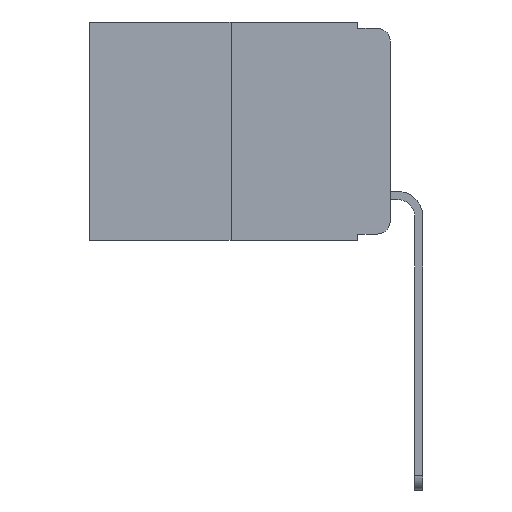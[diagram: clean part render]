
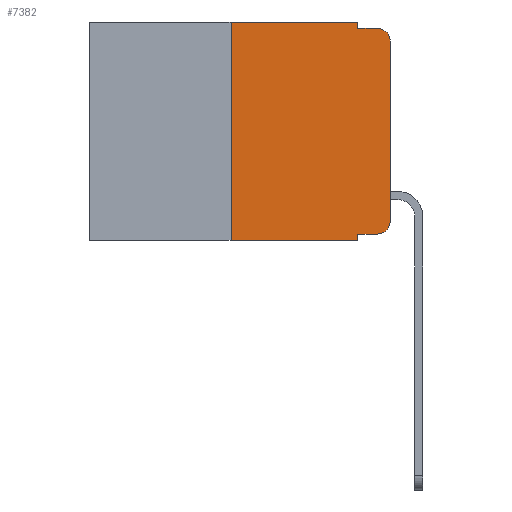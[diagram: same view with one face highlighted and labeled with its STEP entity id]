
A CAD part, left-side view. The second image highlights one B-rep face of the part: STEP entity #7382.
In plain terms, the highlighted planar face has unit normal (-1, 0, 0).
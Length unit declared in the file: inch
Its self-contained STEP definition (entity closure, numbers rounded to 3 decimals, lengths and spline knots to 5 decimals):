
#3 = CARTESIAN_POINT ( 'NONE',  ( 0., 0., -0.313 ) ) ;
#81 = VERTEX_POINT ( 'NONE', #3 ) ;
#115 = VECTOR ( 'NONE', #6314, 39.37008 ) ;
#158 = VERTEX_POINT ( 'NONE', #4931 ) ;
#183 = ORIENTED_EDGE ( 'NONE', *, *, #12406, .F. ) ;
#465 = CARTESIAN_POINT ( 'NONE',  ( 0., 0.25, 0. ) ) ;
#553 = LINE ( 'NONE', #631, #115 ) ;
#620 = EDGE_CURVE ( 'NONE', #81, #4763, #7320, .T. ) ;
#631 = CARTESIAN_POINT ( 'NONE',  ( 0., 0.051, 0. ) ) ;
#780 = DIRECTION ( 'NONE',  ( 0., 0., -1. ) ) ;
#1108 = LINE ( 'NONE', #8149, #2497 ) ;
#1273 = DIRECTION ( 'NONE',  ( 0., -1., 0. ) ) ;
#1485 = ORIENTED_EDGE ( 'NONE', *, *, #12672, .T. ) ;
#1809 = ORIENTED_EDGE ( 'NONE', *, *, #14081, .F. ) ;
#2141 = CARTESIAN_POINT ( 'NONE',  ( 0., 0., -0.03 ) ) ;
#2158 = CARTESIAN_POINT ( 'NONE',  ( 0., 0.051, -0.333 ) ) ;
#2209 = DIRECTION ( 'NONE',  ( -1., 0., 0. ) ) ;
#2242 = EDGE_CURVE ( 'NONE', #7067, #10512, #553, .T. ) ;
#2459 = EDGE_CURVE ( 'NONE', #158, #2750, #7509, .T. ) ;
#2497 = VECTOR ( 'NONE', #10527, 39.37008 ) ;
#2750 = VERTEX_POINT ( 'NONE', #9531 ) ;
#2910 = VECTOR ( 'NONE', #7016, 39.37008 ) ;
#2949 = CIRCLE ( 'NONE', #13736, 0.02 ) ;
#3145 = CIRCLE ( 'NONE', #13469, 0.02 ) ;
#3224 = DIRECTION ( 'NONE',  ( 1., 0., 0. ) ) ;
#3508 = LINE ( 'NONE', #2158, #12159 ) ;
#3515 = DIRECTION ( 'NONE',  ( 0., 0., -1. ) ) ;
#3553 = CARTESIAN_POINT ( 'NONE',  ( 0., 0.051, 0. ) ) ;
#3652 = CARTESIAN_POINT ( 'NONE',  ( 0., 0.473, 0. ) ) ;
#3929 = VERTEX_POINT ( 'NONE', #465 ) ;
#4192 = CARTESIAN_POINT ( 'NONE',  ( 0., 0.051, -0.01 ) ) ;
#4243 = ORIENTED_EDGE ( 'NONE', *, *, #620, .T. ) ;
#4258 = EDGE_CURVE ( 'NONE', #158, #4732, #3508, .T. ) ;
#4354 = CARTESIAN_POINT ( 'NONE',  ( 0., 0.25, 0. ) ) ;
#4367 = VERTEX_POINT ( 'NONE', #7342 ) ;
#4373 = VECTOR ( 'NONE', #12070, 39.37008 ) ;
#4386 = CARTESIAN_POINT ( 'NONE',  ( 0., 0.02, -0.333 ) ) ;
#4569 = ORIENTED_EDGE ( 'NONE', *, *, #12752, .T. ) ;
#4732 = VERTEX_POINT ( 'NONE', #4386 ) ;
#4763 = VERTEX_POINT ( 'NONE', #2141 ) ;
#4931 = CARTESIAN_POINT ( 'NONE',  ( 0., 0.051, -0.333 ) ) ;
#6259 = CARTESIAN_POINT ( 'NONE',  ( 0., 0., 0. ) ) ;
#6314 = DIRECTION ( 'NONE',  ( 0., 0., -1. ) ) ;
#6605 = AXIS2_PLACEMENT_3D ( 'NONE', #6740, #3224, #3515 ) ;
#6682 = LINE ( 'NONE', #4354, #7265 ) ;
#6740 = CARTESIAN_POINT ( 'NONE',  ( 0., 0.473, 0. ) ) ;
#7016 = DIRECTION ( 'NONE',  ( 0., -1., 0. ) ) ;
#7067 = VERTEX_POINT ( 'NONE', #3553 ) ;
#7258 = DIRECTION ( 'NONE',  ( 0., -1., 0. ) ) ;
#7265 = VECTOR ( 'NONE', #14437, 39.37008 ) ;
#7320 = LINE ( 'NONE', #6259, #13244 ) ;
#7342 = CARTESIAN_POINT ( 'NONE',  ( 0., 0.02, -0.01 ) ) ;
#7382 = ADVANCED_FACE ( 'NONE', ( #8018 ), #13818, .F. ) ;
#7509 = LINE ( 'NONE', #7729, #4373 ) ;
#7729 = CARTESIAN_POINT ( 'NONE',  ( 0., 0.051, 0. ) ) ;
#7857 = ORIENTED_EDGE ( 'NONE', *, *, #14072, .T. ) ;
#7909 = CARTESIAN_POINT ( 'NONE',  ( 0., 0.02, -0.313 ) ) ;
#8018 = FACE_OUTER_BOUND ( 'NONE', #9422, .T. ) ;
#8149 = CARTESIAN_POINT ( 'NONE',  ( 0., 0.051, -0.01 ) ) ;
#8188 = VECTOR ( 'NONE', #7258, 39.37008 ) ;
#9273 = LINE ( 'NONE', #10162, #2910 ) ;
#9422 = EDGE_LOOP ( 'NONE', ( #4243, #7857, #13448, #13273, #183, #1809, #1485, #11849, #12073, #4569 ) ) ;
#9531 = CARTESIAN_POINT ( 'NONE',  ( 0., 0.051, -0.343 ) ) ;
#10162 = CARTESIAN_POINT ( 'NONE',  ( 0., 0.473, -0.343 ) ) ;
#10376 = DIRECTION ( 'NONE',  ( 0., 0., -1. ) ) ;
#10398 = VERTEX_POINT ( 'NONE', #10727 ) ;
#10512 = VERTEX_POINT ( 'NONE', #4192 ) ;
#10527 = DIRECTION ( 'NONE',  ( 0., -1., 0. ) ) ;
#10727 = CARTESIAN_POINT ( 'NONE',  ( 0., 0.25, -0.343 ) ) ;
#11722 = DIRECTION ( 'NONE',  ( 0., 0., 1. ) ) ;
#11849 = ORIENTED_EDGE ( 'NONE', *, *, #2459, .F. ) ;
#12070 = DIRECTION ( 'NONE',  ( 0., 0., -1. ) ) ;
#12073 = ORIENTED_EDGE ( 'NONE', *, *, #4258, .T. ) ;
#12159 = VECTOR ( 'NONE', #1273, 39.37008 ) ;
#12406 = EDGE_CURVE ( 'NONE', #3929, #7067, #14249, .T. ) ;
#12672 = EDGE_CURVE ( 'NONE', #10398, #2750, #9273, .T. ) ;
#12752 = EDGE_CURVE ( 'NONE', #4732, #81, #3145, .T. ) ;
#13244 = VECTOR ( 'NONE', #11722, 39.37008 ) ;
#13273 = ORIENTED_EDGE ( 'NONE', *, *, #2242, .F. ) ;
#13448 = ORIENTED_EDGE ( 'NONE', *, *, #14610, .F. ) ;
#13458 = DIRECTION ( 'NONE',  ( -1., 0., 0. ) ) ;
#13469 = AXIS2_PLACEMENT_3D ( 'NONE', #7909, #2209, #10376 ) ;
#13736 = AXIS2_PLACEMENT_3D ( 'NONE', #14657, #13458, #780 ) ;
#13818 = PLANE ( 'NONE',  #6605 ) ;
#14072 = EDGE_CURVE ( 'NONE', #4763, #4367, #2949, .T. ) ;
#14081 = EDGE_CURVE ( 'NONE', #10398, #3929, #6682, .T. ) ;
#14249 = LINE ( 'NONE', #3652, #8188 ) ;
#14437 = DIRECTION ( 'NONE',  ( 0., 0., 1. ) ) ;
#14610 = EDGE_CURVE ( 'NONE', #10512, #4367, #1108, .T. ) ;
#14657 = CARTESIAN_POINT ( 'NONE',  ( 0., 0.02, -0.03 ) ) ;
